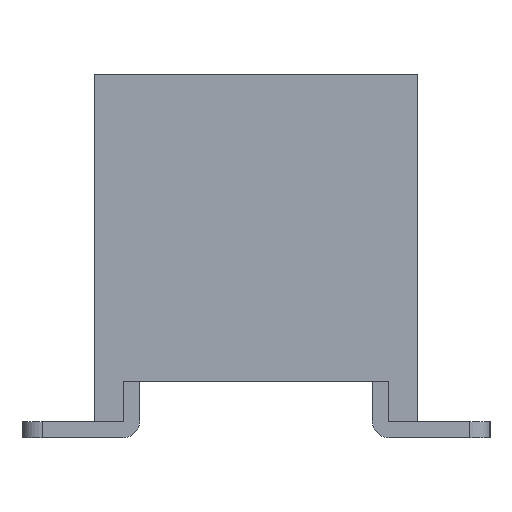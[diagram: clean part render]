
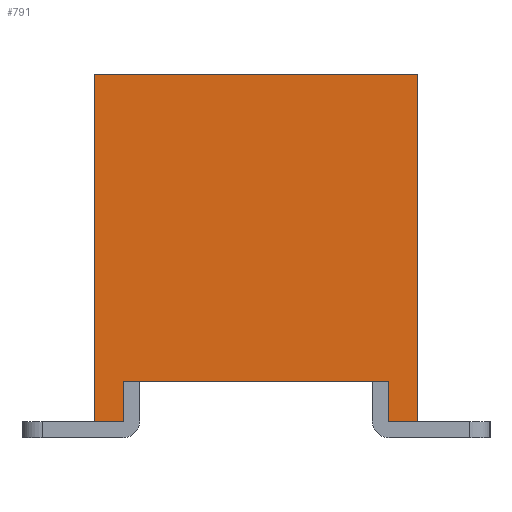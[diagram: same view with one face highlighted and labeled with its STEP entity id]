
A CAD part, left-side view. The second image highlights one B-rep face of the part: STEP entity #791.
In plain terms, the highlighted planar face has unit normal (-1, 0, 0).
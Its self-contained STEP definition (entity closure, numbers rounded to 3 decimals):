
#791 = ADVANCED_FACE( '', ( #1644 ), #1645, .T. );
#1644 = FACE_OUTER_BOUND( '', #2646, .T. );
#1645 = PLANE( '', #2647 );
#2646 = EDGE_LOOP( '', ( #4406, #4407, #4408, #4409, #4410, #4411, #4412, #4413 ) );
#2647 = AXIS2_PLACEMENT_3D( '', #4414, #4415, #4416 );
#4406 = ORIENTED_EDGE( '', *, *, #6848, .T. );
#4407 = ORIENTED_EDGE( '', *, *, #6887, .T. );
#4408 = ORIENTED_EDGE( '', *, *, #6888, .F. );
#4409 = ORIENTED_EDGE( '', *, *, #6889, .T. );
#4410 = ORIENTED_EDGE( '', *, *, #6890, .T. );
#4411 = ORIENTED_EDGE( '', *, *, #6891, .F. );
#4412 = ORIENTED_EDGE( '', *, *, #6892, .F. );
#4413 = ORIENTED_EDGE( '', *, *, #6893, .T. );
#4414 = CARTESIAN_POINT( '', ( -10.25, -2., -2.15 ) );
#4415 = DIRECTION( '', ( -1., 0., 0. ) );
#4416 = DIRECTION( '', ( 0., 0., 1. ) );
#6848 = EDGE_CURVE( '', #8394, #8392, #8395, .T. );
#6887 = EDGE_CURVE( '', #8392, #8459, #8460, .T. );
#6888 = EDGE_CURVE( '', #8461, #8459, #8462, .T. );
#6889 = EDGE_CURVE( '', #8461, #8463, #8464, .T. );
#6890 = EDGE_CURVE( '', #8463, #8465, #8466, .T. );
#6891 = EDGE_CURVE( '', #8467, #8465, #8468, .T. );
#6892 = EDGE_CURVE( '', #8469, #8467, #8470, .T. );
#6893 = EDGE_CURVE( '', #8469, #8394, #8471, .T. );
#8392 = VERTEX_POINT( '', #10546 );
#8394 = VERTEX_POINT( '', #10549 );
#8395 = LINE( '', #10550, #10551 );
#8459 = VERTEX_POINT( '', #10651 );
#8460 = LINE( '', #10652, #10653 );
#8461 = VERTEX_POINT( '', #10654 );
#8462 = LINE( '', #10655, #10656 );
#8463 = VERTEX_POINT( '', #10657 );
#8464 = LINE( '', #10658, #10659 );
#8465 = VERTEX_POINT( '', #10660 );
#8466 = LINE( '', #10661, #10662 );
#8467 = VERTEX_POINT( '', #10663 );
#8468 = LINE( '', #10664, #10665 );
#8469 = VERTEX_POINT( '', #10666 );
#8470 = LINE( '', #10667, #10668 );
#8471 = LINE( '', #10669, #10670 );
#10546 = CARTESIAN_POINT( '', ( -10.25, -1.638, -1.65 ) );
#10549 = CARTESIAN_POINT( '', ( -10.25, 1.638, -1.65 ) );
#10550 = CARTESIAN_POINT( '', ( -10.25, -2., -1.65 ) );
#10551 = VECTOR( '', #12180, 1000. );
#10651 = CARTESIAN_POINT( '', ( -10.25, -1.638, -2.15 ) );
#10652 = CARTESIAN_POINT( '', ( -10.25, -1.638, -2.15 ) );
#10653 = VECTOR( '', #12217, 1000. );
#10654 = CARTESIAN_POINT( '', ( -10.25, -2., -2.15 ) );
#10655 = CARTESIAN_POINT( '', ( -10.25, -2., -2.15 ) );
#10656 = VECTOR( '', #12218, 1000. );
#10657 = CARTESIAN_POINT( '', ( -10.25, -2., 2.15 ) );
#10658 = CARTESIAN_POINT( '', ( -10.25, -2., -2.15 ) );
#10659 = VECTOR( '', #12219, 1000. );
#10660 = CARTESIAN_POINT( '', ( -10.25, 2., 2.15 ) );
#10661 = CARTESIAN_POINT( '', ( -10.25, -2., 2.15 ) );
#10662 = VECTOR( '', #12220, 1000. );
#10663 = CARTESIAN_POINT( '', ( -10.25, 2., -2.15 ) );
#10664 = CARTESIAN_POINT( '', ( -10.25, 2., -2.15 ) );
#10665 = VECTOR( '', #12221, 1000. );
#10666 = CARTESIAN_POINT( '', ( -10.25, 1.638, -2.15 ) );
#10667 = CARTESIAN_POINT( '', ( -10.25, -2., -2.15 ) );
#10668 = VECTOR( '', #12222, 1000. );
#10669 = CARTESIAN_POINT( '', ( -10.25, 1.638, -2.15 ) );
#10670 = VECTOR( '', #12223, 1000. );
#12180 = DIRECTION( '', ( 0., -1., 0. ) );
#12217 = DIRECTION( '', ( 0., 0., -1. ) );
#12218 = DIRECTION( '', ( 0., 1., 0. ) );
#12219 = DIRECTION( '', ( 0., 0., 1. ) );
#12220 = DIRECTION( '', ( 0., 1., 0. ) );
#12221 = DIRECTION( '', ( 0., 0., 1. ) );
#12222 = DIRECTION( '', ( 0., 1., 0. ) );
#12223 = DIRECTION( '', ( 0., 0., 1. ) );
